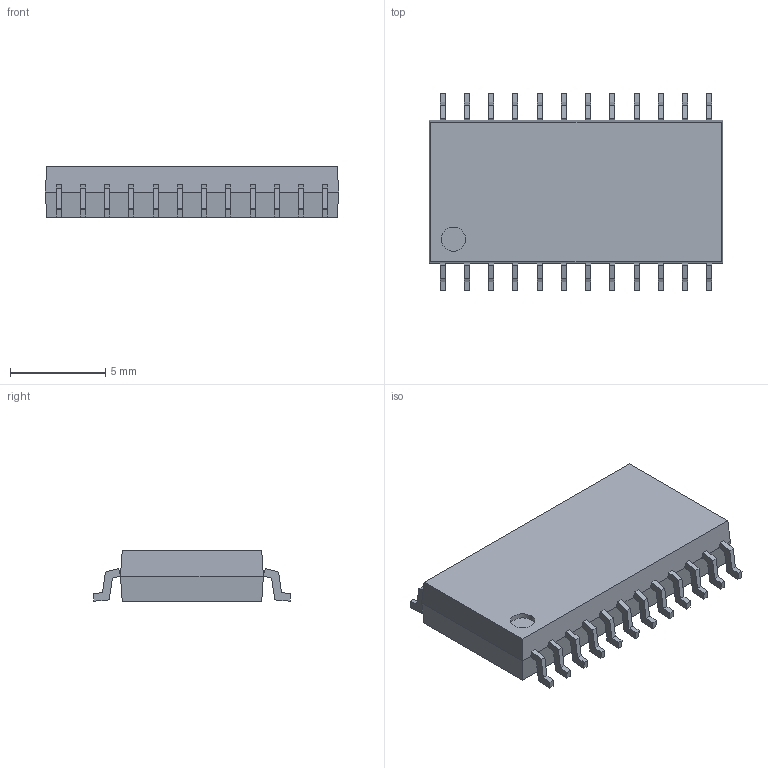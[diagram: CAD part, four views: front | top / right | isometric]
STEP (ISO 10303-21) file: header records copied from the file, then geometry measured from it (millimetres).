
FILE_DESCRIPTION (( 'STEP AP214' ), '1' );
FILE_NAME ('SSOP24.STEP', '2016-01-20T19:41:55', ( '' ), ( '' ), 'SwSTEP 2.0', 'SolidWorks 2014', '' );
FILE_SCHEMA (( 'AUTOMOTIVE_DESIGN' ));
Length unit declared in the file: inch
Products named in the file (1): SSOP24
Bounding box: 15.39 x 10.38 x 2.64 mm (x, y, z)
Volume: 304.9 mm3; surface area: 424.9 mm2
Topology: 13 solids, 13 shells, 253 faces, 674 edges, 448 vertices
Faces by surface type: plane 251, cylinder 2
Entity records: 7872 total; most frequent: CARTESIAN_POINT 1376, ORIENTED_EDGE 1348, DIRECTION 1186, EDGE_CURVE 674, VECTOR 670, LINE 670, VERTEX_POINT 448, AXIS2_PLACEMENT_3D 258
